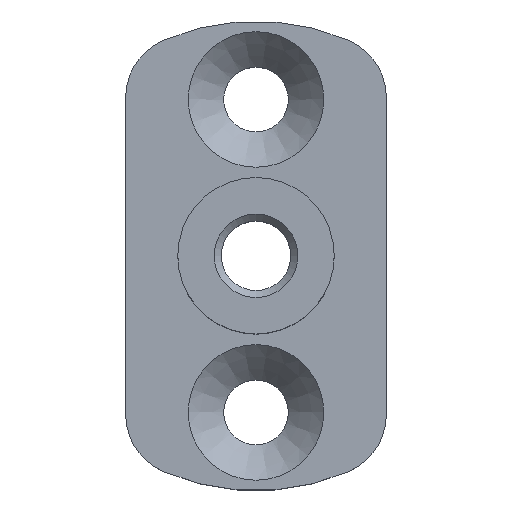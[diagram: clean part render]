
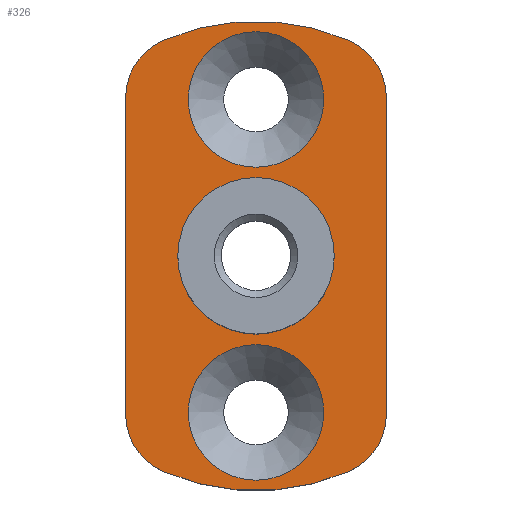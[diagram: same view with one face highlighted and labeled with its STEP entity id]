
A CAD part, top view. The second image highlights one B-rep face of the part: STEP entity #326.
In plain terms, the highlighted planar face has unit normal (0, 0, 1).
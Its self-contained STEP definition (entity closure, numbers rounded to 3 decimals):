
#20=LINE('',#544,#32);
#26=LINE('',#568,#38);
#32=VECTOR('',#447,30.332);
#38=VECTOR('',#473,30.332);
#43=PLANE('',#375);
#68=FACE_BOUND('',#127,.T.);
#69=FACE_BOUND('',#128,.T.);
#70=FACE_BOUND('',#129,.T.);
#91=FACE_OUTER_BOUND('',#126,.T.);
#126=EDGE_LOOP('',(#289,#290,#291,#292,#293,#294,#295,#296));
#127=EDGE_LOOP('',(#297));
#128=EDGE_LOOP('',(#298));
#129=EDGE_LOOP('',(#299));
#137=CIRCLE('',#342,6.5);
#141=CIRCLE('',#349,6.5);
#143=CIRCLE('',#352,7.5);
#145=CIRCLE('',#356,22.5);
#147=CIRCLE('',#359,6.);
#149=CIRCLE('',#363,6.);
#151=CIRCLE('',#366,22.5);
#153=CIRCLE('',#369,6.);
#155=CIRCLE('',#373,6.);
#163=VERTEX_POINT('',#505);
#167=VERTEX_POINT('',#516);
#169=VERTEX_POINT('',#521);
#172=VERTEX_POINT('',#528);
#173=VERTEX_POINT('',#530);
#175=VERTEX_POINT('',#536);
#177=VERTEX_POINT('',#542);
#179=VERTEX_POINT('',#548);
#181=VERTEX_POINT('',#554);
#183=VERTEX_POINT('',#560);
#185=VERTEX_POINT('',#566);
#193=EDGE_CURVE('',#163,#163,#137,.T.);
#197=EDGE_CURVE('',#167,#167,#141,.T.);
#199=EDGE_CURVE('',#169,#169,#143,.T.);
#202=EDGE_CURVE('',#173,#172,#145,.T.);
#206=EDGE_CURVE('',#172,#175,#147,.T.);
#209=EDGE_CURVE('',#175,#177,#20,.T.);
#212=EDGE_CURVE('',#177,#179,#149,.T.);
#215=EDGE_CURVE('',#179,#181,#151,.T.);
#218=EDGE_CURVE('',#181,#183,#153,.T.);
#221=EDGE_CURVE('',#183,#185,#26,.T.);
#223=EDGE_CURVE('',#185,#173,#155,.T.);
#289=ORIENTED_EDGE('',*,*,#223,.T.);
#290=ORIENTED_EDGE('',*,*,#202,.T.);
#291=ORIENTED_EDGE('',*,*,#206,.T.);
#292=ORIENTED_EDGE('',*,*,#209,.T.);
#293=ORIENTED_EDGE('',*,*,#212,.T.);
#294=ORIENTED_EDGE('',*,*,#215,.T.);
#295=ORIENTED_EDGE('',*,*,#218,.T.);
#296=ORIENTED_EDGE('',*,*,#221,.T.);
#297=ORIENTED_EDGE('',*,*,#193,.T.);
#298=ORIENTED_EDGE('',*,*,#197,.T.);
#299=ORIENTED_EDGE('',*,*,#199,.T.);
#326=ADVANCED_FACE('',(#91,#68,#69,#70),#43,.T.);
#342=AXIS2_PLACEMENT_3D('',#506,#404,#405);
#349=AXIS2_PLACEMENT_3D('',#517,#418,#419);
#352=AXIS2_PLACEMENT_3D('',#522,#424,#425);
#356=AXIS2_PLACEMENT_3D('',#531,#433,#434);
#359=AXIS2_PLACEMENT_3D('',#538,#441,#442);
#363=AXIS2_PLACEMENT_3D('',#550,#453,#454);
#366=AXIS2_PLACEMENT_3D('',#556,#460,#461);
#369=AXIS2_PLACEMENT_3D('',#562,#467,#468);
#373=AXIS2_PLACEMENT_3D('',#571,#478,#479);
#375=AXIS2_PLACEMENT_3D('',#573,#482,#483);
#404=DIRECTION('center_axis',(0.,0.,-1.));
#405=DIRECTION('ref_axis',(-1.,0.,0.));
#418=DIRECTION('center_axis',(0.,0.,-1.));
#419=DIRECTION('ref_axis',(-1.,0.,0.));
#424=DIRECTION('center_axis',(0.,0.,-1.));
#425=DIRECTION('ref_axis',(-1.,0.,0.));
#433=DIRECTION('center_axis',(0.,0.,1.));
#434=DIRECTION('ref_axis',(-0.394,-0.919,0.));
#441=DIRECTION('center_axis',(0.,0.,1.));
#442=DIRECTION('ref_axis',(0.394,-0.919,0.));
#447=DIRECTION('',(0.,1.,0.));
#453=DIRECTION('center_axis',(0.,0.,1.));
#454=DIRECTION('ref_axis',(1.,0.,0.));
#460=DIRECTION('center_axis',(0.,0.,1.));
#461=DIRECTION('ref_axis',(0.394,0.919,0.));
#467=DIRECTION('center_axis',(0.,0.,1.));
#468=DIRECTION('ref_axis',(-0.394,0.919,0.));
#473=DIRECTION('',(0.,-1.,0.));
#478=DIRECTION('center_axis',(0.,0.,1.));
#479=DIRECTION('ref_axis',(-1.,0.,0.));
#482=DIRECTION('center_axis',(0.,0.,1.));
#483=DIRECTION('ref_axis',(1.,0.,0.));
#505=CARTESIAN_POINT('',(-6.5,15.,0.));
#506=CARTESIAN_POINT('Origin',(0.,15.,0.));
#516=CARTESIAN_POINT('',(-6.5,-15.,0.));
#517=CARTESIAN_POINT('Origin',(0.,-15.,0.));
#521=CARTESIAN_POINT('',(-7.5,0.,0.));
#522=CARTESIAN_POINT('Origin',(0.,0.,0.));
#528=CARTESIAN_POINT('',(8.864,-20.681,0.));
#530=CARTESIAN_POINT('',(-8.864,-20.681,0.));
#531=CARTESIAN_POINT('Origin',(0.,0.,0.));
#536=CARTESIAN_POINT('',(12.5,-15.166,0.));
#538=CARTESIAN_POINT('Origin',(6.5,-15.166,0.));
#542=CARTESIAN_POINT('',(12.5,15.166,0.));
#544=CARTESIAN_POINT('',(12.5,-15.166,0.));
#548=CARTESIAN_POINT('',(8.864,20.681,0.));
#550=CARTESIAN_POINT('Origin',(6.5,15.166,0.));
#554=CARTESIAN_POINT('',(-8.864,20.681,0.));
#556=CARTESIAN_POINT('Origin',(0.,0.,0.));
#560=CARTESIAN_POINT('',(-12.5,15.166,0.));
#562=CARTESIAN_POINT('Origin',(-6.5,15.166,0.));
#566=CARTESIAN_POINT('',(-12.5,-15.166,0.));
#568=CARTESIAN_POINT('',(-12.5,15.166,0.));
#571=CARTESIAN_POINT('Origin',(-6.5,-15.166,0.));
#573=CARTESIAN_POINT('Origin',(0.,0.,0.));
